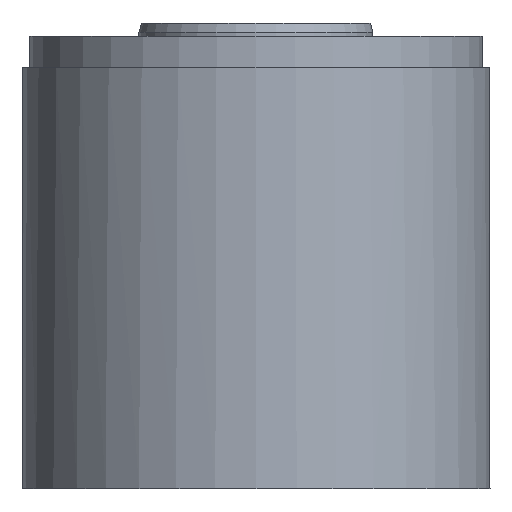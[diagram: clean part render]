
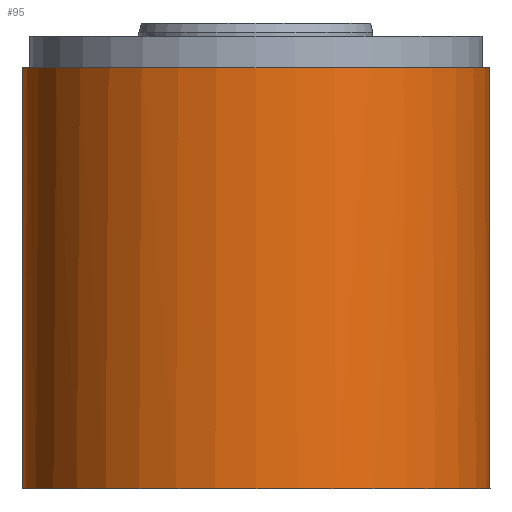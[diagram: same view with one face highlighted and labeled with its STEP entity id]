
A CAD part, left-side view. The second image highlights one B-rep face of the part: STEP entity #95.
In plain terms, the highlighted cylindrical face has radius 3 mm (diameter 6 mm), a full revolution.
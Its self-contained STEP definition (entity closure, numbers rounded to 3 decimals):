
#95 = ADVANCED_FACE( '', ( #206, #207 ), #208, .T. );
#206 = FACE_OUTER_BOUND( '', #333, .T. );
#207 = FACE_OUTER_BOUND( '', #334, .T. );
#208 = CYLINDRICAL_SURFACE( '', #335, 3. );
#333 = EDGE_LOOP( '', ( #529, #530, #531, #532 ) );
#334 = EDGE_LOOP( '', ( #533 ) );
#335 = AXIS2_PLACEMENT_3D( '', #534, #535, #536 );
#529 = ORIENTED_EDGE( '', *, *, #673, .T. );
#530 = ORIENTED_EDGE( '', *, *, #628, .T. );
#531 = ORIENTED_EDGE( '', *, *, #689, .T. );
#532 = ORIENTED_EDGE( '', *, *, #676, .T. );
#533 = ORIENTED_EDGE( '', *, *, #682, .T. );
#534 = CARTESIAN_POINT( '', ( 0., 0., 13.5 ) );
#535 = DIRECTION( '', ( 0., 0., -1. ) );
#536 = DIRECTION( '', ( 1., 0., 0. ) );
#628 = EDGE_CURVE( '', #719, #717, #720, .T. );
#673 = EDGE_CURVE( '', #787, #719, #789, .T. );
#676 = EDGE_CURVE( '', #792, #787, #793, .T. );
#682 = EDGE_CURVE( '', #800, #800, #801, .T. );
#689 = EDGE_CURVE( '', #717, #792, #810, .F. );
#717 = VERTEX_POINT( '', #848 );
#719 = VERTEX_POINT( '', #851 );
#720 = CIRCLE( '', #852, 3. );
#787 = VERTEX_POINT( '', #967 );
#789 = LINE( '', #970, #971 );
#792 = VERTEX_POINT( '', #975 );
#793 = CIRCLE( '', #976, 3. );
#800 = VERTEX_POINT( '', #991 );
#801 = CIRCLE( '', #992, 3. );
#810 = LINE( '', #1002, #1003 );
#848 = CARTESIAN_POINT( '', ( 1.8, 2.4, 2.5 ) );
#851 = CARTESIAN_POINT( '', ( 1.8, -2.4, 2.5 ) );
#852 = AXIS2_PLACEMENT_3D( '', #1030, #1031, #1032 );
#967 = CARTESIAN_POINT( '', ( 1.8, -2.4, -2.3 ) );
#970 = CARTESIAN_POINT( '', ( 1.8, -2.4, 13.5 ) );
#971 = VECTOR( '', #1091, 1000. );
#975 = CARTESIAN_POINT( '', ( 1.8, 2.4, -2.3 ) );
#976 = AXIS2_PLACEMENT_3D( '', #1093, #1094, #1095 );
#991 = CARTESIAN_POINT( '', ( 3., 0., -2.9 ) );
#992 = AXIS2_PLACEMENT_3D( '', #1100, #1101, #1102 );
#1002 = CARTESIAN_POINT( '', ( 1.8, 2.4, 13.5 ) );
#1003 = VECTOR( '', #1110, 1000. );
#1030 = CARTESIAN_POINT( '', ( 0., 0., 2.5 ) );
#1031 = DIRECTION( '', ( 0., 0., -1. ) );
#1032 = DIRECTION( '', ( -1., 0., 0. ) );
#1091 = DIRECTION( '', ( 0., 0., 1. ) );
#1093 = CARTESIAN_POINT( '', ( 0., 0., -2.3 ) );
#1094 = DIRECTION( '', ( 0., 0., -1. ) );
#1095 = DIRECTION( '', ( 0., 1., 0. ) );
#1100 = CARTESIAN_POINT( '', ( 0., 0., -2.9 ) );
#1101 = DIRECTION( '', ( 0., 0., 1. ) );
#1102 = DIRECTION( '', ( 1., 0., 0. ) );
#1110 = DIRECTION( '', ( 0., 0., 1. ) );
